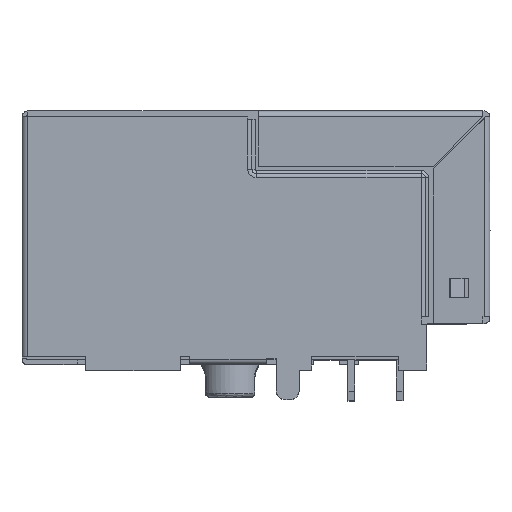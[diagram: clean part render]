
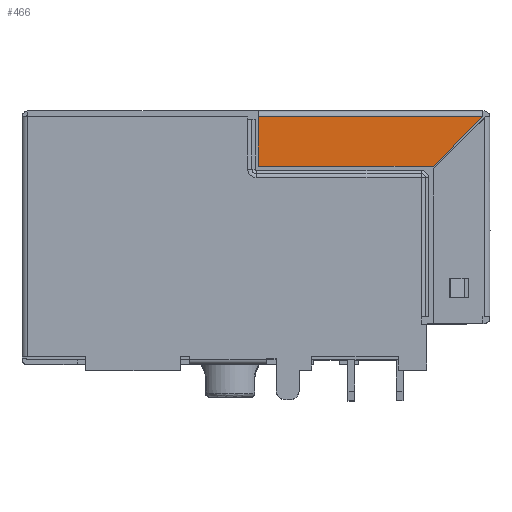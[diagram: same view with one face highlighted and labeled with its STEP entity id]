
A CAD part, top view. The second image highlights one B-rep face of the part: STEP entity #466.
In plain terms, the highlighted planar face has unit normal (0, 0, 1).
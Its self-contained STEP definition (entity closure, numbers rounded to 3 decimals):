
#466 = ADVANCED_FACE ( 'NONE', ( #19291 ), #24530, .F. ) ;
#1842 = VERTEX_POINT ( 'NONE', #23415 ) ;
#1958 = EDGE_CURVE ( 'NONE', #13271, #1842, #18183, .T. ) ;
#3468 = CARTESIAN_POINT ( 'NONE',  ( 21.179, -2.6, 0.32 ) ) ;
#3759 = LINE ( 'NONE', #22636, #9381 ) ;
#4122 = EDGE_CURVE ( 'NONE', #1842, #20115, #23992, .T. ) ;
#4399 = EDGE_CURVE ( 'NONE', #20115, #10786, #3759, .T. ) ;
#4604 = AXIS2_PLACEMENT_3D ( 'NONE', #17897, #16091, #15996 ) ;
#7144 = DIRECTION ( 'NONE',  ( -0.707, -0.707, 0. ) ) ;
#7334 = CARTESIAN_POINT ( 'NONE',  ( 23.779, 0., 0.32 ) ) ;
#7739 = ORIENTED_EDGE ( 'NONE', *, *, #4122, .F. ) ;
#9381 = VECTOR ( 'NONE', #20391, 1000. ) ;
#10786 = VERTEX_POINT ( 'NONE', #15971 ) ;
#11389 = EDGE_LOOP ( 'NONE', ( #16616, #7739, #25399, #14071 ) ) ;
#13037 = VECTOR ( 'NONE', #13057, 1000. ) ;
#13057 = DIRECTION ( 'NONE',  ( 0., 1., 0. ) ) ;
#13271 = VERTEX_POINT ( 'NONE', #21201 ) ;
#13322 = EDGE_CURVE ( 'NONE', #10786, #13271, #24742, .T. ) ;
#14071 = ORIENTED_EDGE ( 'NONE', *, *, #13322, .F. ) ;
#14293 = VECTOR ( 'NONE', #16291, 1000. ) ;
#15971 = CARTESIAN_POINT ( 'NONE',  ( 12., -2.6, 0.32 ) ) ;
#15996 = DIRECTION ( 'NONE',  ( 0., 1., 0. ) ) ;
#16091 = DIRECTION ( 'NONE',  ( 0., 0., -1. ) ) ;
#16291 = DIRECTION ( 'NONE',  ( 1., 0., 0. ) ) ;
#16616 = ORIENTED_EDGE ( 'NONE', *, *, #4399, .F. ) ;
#16760 = CARTESIAN_POINT ( 'NONE',  ( 54.202, 0., 0.32 ) ) ;
#17897 = CARTESIAN_POINT ( 'NONE',  ( 20.7, 0.3, 0.32 ) ) ;
#18183 = LINE ( 'NONE', #16760, #14293 ) ;
#19291 = FACE_OUTER_BOUND ( 'NONE', #11389, .T. ) ;
#20115 = VERTEX_POINT ( 'NONE', #3468 ) ;
#20391 = DIRECTION ( 'NONE',  ( -1., 0., 0. ) ) ;
#21201 = CARTESIAN_POINT ( 'NONE',  ( 12., 0., 0.32 ) ) ;
#22636 = CARTESIAN_POINT ( 'NONE',  ( 20.7, -2.6, 0.32 ) ) ;
#23415 = CARTESIAN_POINT ( 'NONE',  ( 23.779, 0., 0.32 ) ) ;
#23992 = LINE ( 'NONE', #7334, #26589 ) ;
#24530 = PLANE ( 'NONE',  #4604 ) ;
#24742 = LINE ( 'NONE', #25517, #13037 ) ;
#25399 = ORIENTED_EDGE ( 'NONE', *, *, #1958, .F. ) ;
#25517 = CARTESIAN_POINT ( 'NONE',  ( 12., 0.3, 0.32 ) ) ;
#26589 = VECTOR ( 'NONE', #7144, 1000. ) ;
